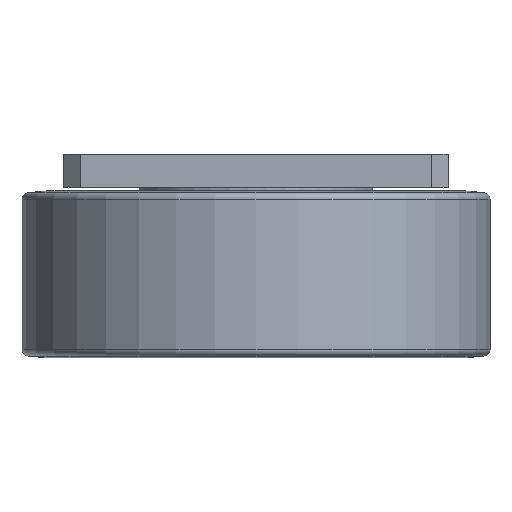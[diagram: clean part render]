
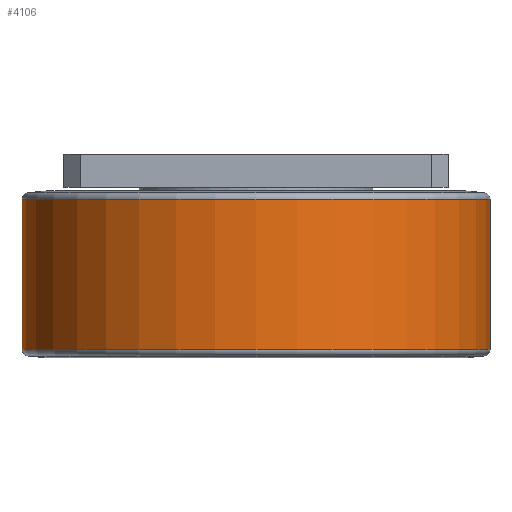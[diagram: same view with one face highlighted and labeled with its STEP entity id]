
A CAD part, front view. The second image highlights one B-rep face of the part: STEP entity #4106.
In plain terms, the highlighted cylindrical face has radius 70 mm (diameter 140 mm), a full revolution.
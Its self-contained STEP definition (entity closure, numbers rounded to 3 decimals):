
#86=CYLINDRICAL_SURFACE('',#4531,70.);
#431=LINE('',#6847,#778);
#778=VECTOR('',#5694,70.);
#1038=FACE_OUTER_BOUND('',#1299,.T.);
#1299=EDGE_LOOP('',(#3518,#3519,#3520,#3521,#3522,#3523,#3524,#3525));
#1498=CIRCLE('',#4527,70.);
#1499=CIRCLE('',#4528,70.);
#1500=CIRCLE('',#4529,70.);
#1502=CIRCLE('',#4532,70.);
#1503=CIRCLE('',#4533,70.);
#1504=CIRCLE('',#4534,70.);
#1882=VERTEX_POINT('',#6837);
#1883=VERTEX_POINT('',#6839);
#1884=VERTEX_POINT('',#6841);
#1885=VERTEX_POINT('',#6846);
#1886=VERTEX_POINT('',#6848);
#1887=VERTEX_POINT('',#6850);
#2430=EDGE_CURVE('',#1882,#1883,#1498,.T.);
#2431=EDGE_CURVE('',#1883,#1884,#1499,.T.);
#2432=EDGE_CURVE('',#1884,#1882,#1500,.T.);
#2434=EDGE_CURVE('',#1883,#1885,#431,.T.);
#2435=EDGE_CURVE('',#1886,#1885,#1502,.T.);
#2436=EDGE_CURVE('',#1887,#1886,#1503,.T.);
#2437=EDGE_CURVE('',#1885,#1887,#1504,.T.);
#3518=ORIENTED_EDGE('',*,*,#2432,.F.);
#3519=ORIENTED_EDGE('',*,*,#2431,.F.);
#3520=ORIENTED_EDGE('',*,*,#2434,.T.);
#3521=ORIENTED_EDGE('',*,*,#2435,.F.);
#3522=ORIENTED_EDGE('',*,*,#2436,.F.);
#3523=ORIENTED_EDGE('',*,*,#2437,.F.);
#3524=ORIENTED_EDGE('',*,*,#2434,.F.);
#3525=ORIENTED_EDGE('',*,*,#2430,.F.);
#4106=ADVANCED_FACE('',(#1038),#86,.T.);
#4527=AXIS2_PLACEMENT_3D('',#6840,#5684,#5685);
#4528=AXIS2_PLACEMENT_3D('',#6842,#5686,#5687);
#4529=AXIS2_PLACEMENT_3D('',#6843,#5688,#5689);
#4531=AXIS2_PLACEMENT_3D('',#6845,#5692,#5693);
#4532=AXIS2_PLACEMENT_3D('',#6849,#5695,#5696);
#4533=AXIS2_PLACEMENT_3D('',#6851,#5697,#5698);
#4534=AXIS2_PLACEMENT_3D('',#6852,#5699,#5700);
#5684=DIRECTION('center_axis',(0.,0.,
-1.));
#5685=DIRECTION('ref_axis',(0.,-1.,0.));
#5686=DIRECTION('center_axis',(0.,0.,
-1.));
#5687=DIRECTION('ref_axis',(0.,-1.,0.));
#5688=DIRECTION('center_axis',(0.,0.,
-1.));
#5689=DIRECTION('ref_axis',(0.,-1.,0.));
#5692=DIRECTION('center_axis',(0.,0.,
-1.));
#5693=DIRECTION('ref_axis',(0.,1.,0.));
#5694=DIRECTION('',(0.,0.,1.));
#5695=DIRECTION('center_axis',(0.,0.,
1.));
#5696=DIRECTION('ref_axis',(0.,-1.,0.));
#5697=DIRECTION('center_axis',(0.,0.,
1.));
#5698=DIRECTION('ref_axis',(0.,-1.,0.));
#5699=DIRECTION('center_axis',(0.,0.,
1.));
#5700=DIRECTION('ref_axis',(0.,-1.,0.));
#6837=CARTESIAN_POINT('',(70.,0.,-22.667));
#6839=CARTESIAN_POINT('',(0.,-70.,-22.667));
#6840=CARTESIAN_POINT('Origin',(0.,0.,
-22.667));
#6841=CARTESIAN_POINT('',(0.,70.,-22.667));
#6842=CARTESIAN_POINT('Origin',(0.,0.,
-22.667));
#6843=CARTESIAN_POINT('Origin',(0.,0.,
-22.667));
#6845=CARTESIAN_POINT('Origin',(0.,0.,
-0.2));
#6846=CARTESIAN_POINT('',(0.,-70.,22.267));
#6847=CARTESIAN_POINT('',(0.,-70.,-0.2));
#6848=CARTESIAN_POINT('',(0.,70.,22.267));
#6849=CARTESIAN_POINT('Origin',(0.,0.,
22.267));
#6850=CARTESIAN_POINT('',(70.,0.,22.267));
#6851=CARTESIAN_POINT('Origin',(0.,0.,
22.267));
#6852=CARTESIAN_POINT('Origin',(0.,0.,
22.267));
